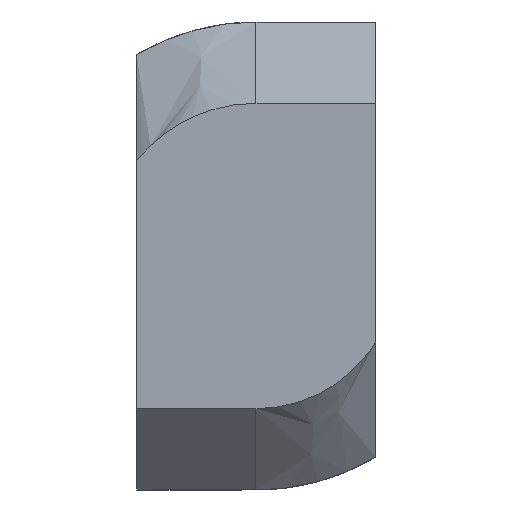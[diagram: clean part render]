
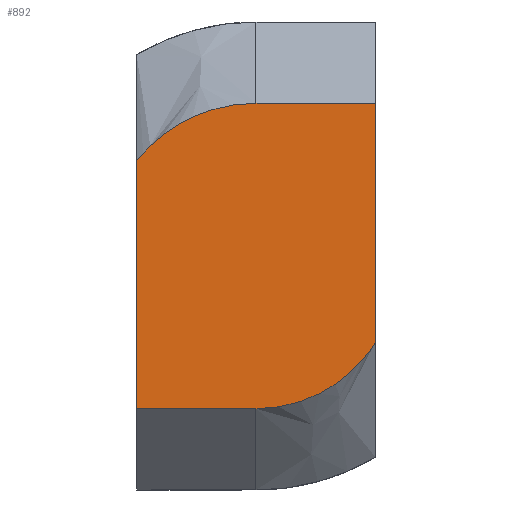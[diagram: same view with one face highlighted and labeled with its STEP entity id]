
A CAD part, left-side view. The second image highlights one B-rep face of the part: STEP entity #892.
In plain terms, the highlighted planar face has unit normal (-1, 0, 0).
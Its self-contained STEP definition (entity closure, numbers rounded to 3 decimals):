
#13=B_SPLINE_CURVE_WITH_KNOTS($,3,(#1425,#1426,#1427,#1428,#1429),
 .UNSPECIFIED.,.F.,.F.,(4,1,4),(-1.,-0.571,0.),
 .UNSPECIFIED.);
#14=B_SPLINE_CURVE_WITH_KNOTS($,3,(#1444,#1445,#1446,#1447,#1448),
 .UNSPECIFIED.,.F.,.F.,(4,1,4),(-1.,-0.571,0.),
 .UNSPECIFIED.);
#45=LINE($,#1434,#133);
#48=LINE($,#1440,#136);
#49=LINE($,#1442,#137);
#50=LINE($,#1449,#138);
#133=VECTOR($,#1137,4.85);
#136=VECTOR($,#1142,9.695);
#137=VECTOR($,#1143,4.85);
#138=VECTOR($,#1144,10.062);
#239=PLANE($,#972);
#293=FACE_OUTER_BOUND($,#344,.T.);
#344=EDGE_LOOP($,(#691,#692,#693,#694,#695,#696));
#431=VERTEX_POINT($,#1423);
#432=VERTEX_POINT($,#1424);
#433=VERTEX_POINT($,#1433);
#435=VERTEX_POINT($,#1439);
#436=VERTEX_POINT($,#1441);
#437=VERTEX_POINT($,#1443);
#530=EDGE_CURVE($,#431,#432,#13,.T.);
#533=EDGE_CURVE($,#433,#431,#45,.T.);
#536=EDGE_CURVE($,#432,#435,#48,.T.);
#537=EDGE_CURVE($,#435,#436,#49,.T.);
#538=EDGE_CURVE($,#436,#437,#14,.T.);
#539=EDGE_CURVE($,#437,#433,#50,.T.);
#691=ORIENTED_EDGE($,*,*,#530,.T.);
#692=ORIENTED_EDGE($,*,*,#536,.T.);
#693=ORIENTED_EDGE($,*,*,#537,.T.);
#694=ORIENTED_EDGE($,*,*,#538,.T.);
#695=ORIENTED_EDGE($,*,*,#539,.T.);
#696=ORIENTED_EDGE($,*,*,#533,.T.);
#892=ADVANCED_FACE($,(#293),#239,.T.);
#972=AXIS2_PLACEMENT_3D($,#1438,#1140,#1141);
#1137=DIRECTION($,(0.,-1.,0.));
#1140=DIRECTION('center_axis',(-1.,0.,0.));
#1141=DIRECTION('ref_axis',(0.,1.,0.));
#1142=DIRECTION($,(0.,0.,1.));
#1143=DIRECTION($,(0.,1.,0.));
#1144=DIRECTION($,(0.,0.,-1.));
#1423=CARTESIAN_POINT('',(0.,0.,
-6.2));
#1424=CARTESIAN_POINT('',(0.,-4.85,-3.495));
#1425=CARTESIAN_POINT('Ctrl Pts',(0.,0.,
-6.2));
#1426=CARTESIAN_POINT('Ctrl Pts',(0.,-0.829,
-6.2));
#1427=CARTESIAN_POINT('Ctrl Pts',(0.,-2.763,
-5.773));
#1428=CARTESIAN_POINT('Ctrl Pts',(0.,-4.27,
-4.435));
#1429=CARTESIAN_POINT('Ctrl Pts',(0.,-4.85,-3.495));
#1433=CARTESIAN_POINT('',(0.,4.85,-6.2));
#1434=CARTESIAN_POINT($,(0.,4.85,-6.2));
#1438=CARTESIAN_POINT('Origin',(0.,0.,
-6.2));
#1439=CARTESIAN_POINT('',(0.,-4.85,6.2));
#1440=CARTESIAN_POINT($,(0.,-4.85,-3.495));
#1441=CARTESIAN_POINT('',(0.,0.,6.2));
#1442=CARTESIAN_POINT($,(0.,-4.85,6.2));
#1443=CARTESIAN_POINT('',(0.,4.85,3.862));
#1444=CARTESIAN_POINT('Ctrl Pts',(0.,0.,
6.2));
#1445=CARTESIAN_POINT('Ctrl Pts',(0.,0.796,
6.2));
#1446=CARTESIAN_POINT('Ctrl Pts',(0.,2.653,
5.839));
#1447=CARTESIAN_POINT('Ctrl Pts',(0.,4.189,
4.692));
#1448=CARTESIAN_POINT('Ctrl Pts',(0.,4.85,3.862));
#1449=CARTESIAN_POINT($,(0.,4.85,3.862));
